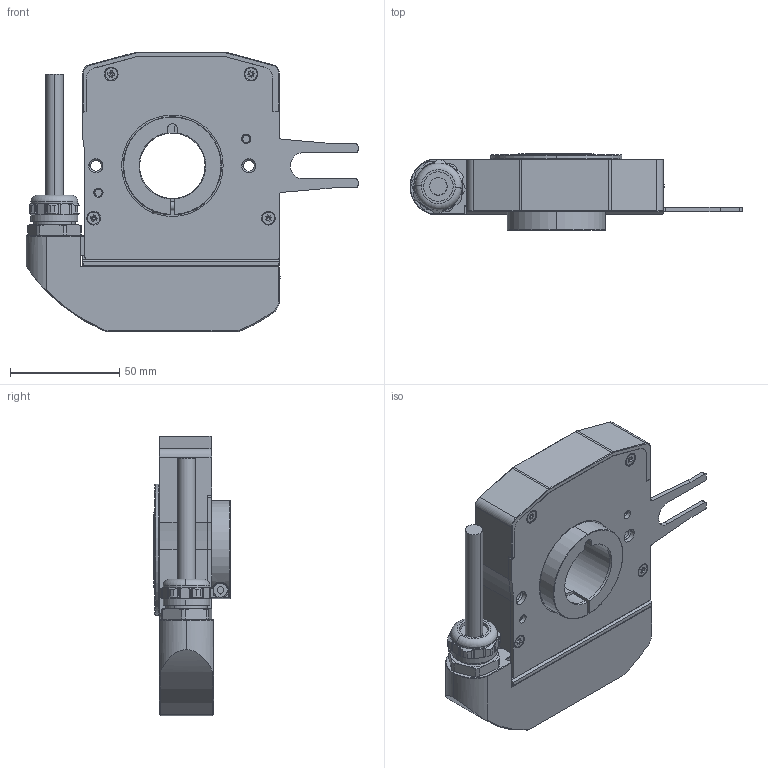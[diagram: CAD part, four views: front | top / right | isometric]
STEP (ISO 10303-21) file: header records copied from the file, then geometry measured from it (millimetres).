
FILE_DESCRIPTION (( 'STEP AP203' ), '1' );
FILE_NAME ('M041_HHUB30-GXR.STEP', '2018-06-13T11:12:03', ( '' ), ( '' ), 'SwSTEP 2.0', 'SolidWorks 2016', '' );
FILE_SCHEMA (( 'CONFIG_CONTROL_DESIGN' ));
Length unit declared in the file: millimetre
Products named in the file (1): M041_HHUB30-GXR
Bounding box: 152 x 35 x 128 mm (x, y, z)
Surface area: 62144.7 mm2 (no closed solid volume)
Topology: 0 solids, 20 shells, 448 faces, 1411 edges, 972 vertices
Faces by surface type: plane 191, cylinder 158, cone 84, torus 13, sphere 2
Entity records: 16314 total; most frequent: CARTESIAN_POINT 3784, DIRECTION 2619, ORIENTED_EDGE 2422, EDGE_CURVE 1411, VERTEX_POINT 972, AXIS2_PLACEMENT_3D 931, VECTOR 757, LINE 757
